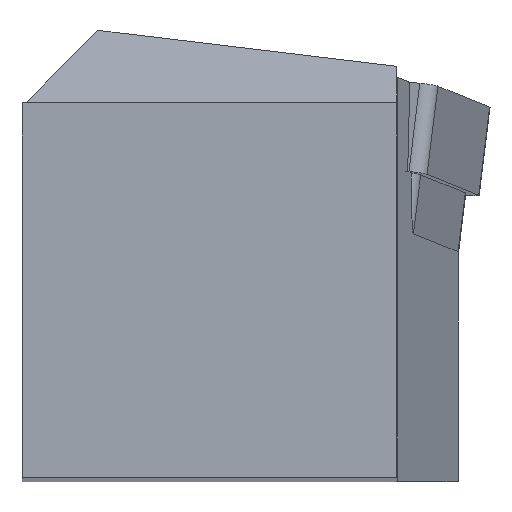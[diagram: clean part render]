
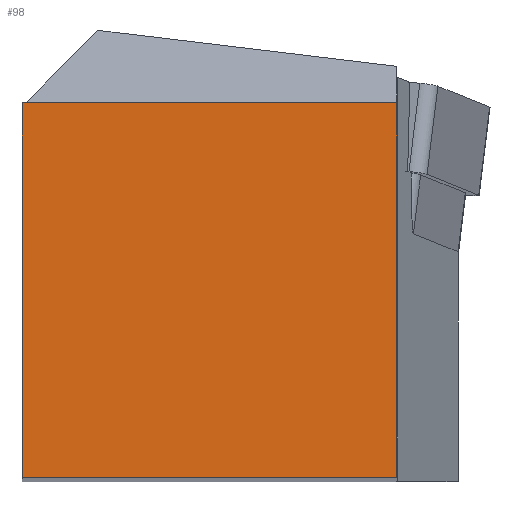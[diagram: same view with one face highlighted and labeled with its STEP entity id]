
A CAD part, top view. The second image highlights one B-rep face of the part: STEP entity #98.
In plain terms, the highlighted planar face has unit normal (0, 0, 1).
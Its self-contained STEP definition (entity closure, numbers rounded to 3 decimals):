
#98=ADVANCED_FACE('',(#158),#132,.T.);
#132=PLANE('',#675);
#158=FACE_OUTER_BOUND('',#189,.T.);
#189=EDGE_LOOP('',(#302,#303,#304,#305));
#302=ORIENTED_EDGE('',*,*,#476,.T.);
#303=ORIENTED_EDGE('',*,*,#438,.T.);
#304=ORIENTED_EDGE('',*,*,#485,.T.);
#305=ORIENTED_EDGE('',*,*,#445,.T.);
#378=VERTEX_POINT('',#876);
#383=VERTEX_POINT('',#885);
#389=VERTEX_POINT('',#900);
#390=VERTEX_POINT('',#902);
#438=EDGE_CURVE('',#378,#383,#522,.T.);
#445=EDGE_CURVE('',#390,#389,#529,.T.);
#476=EDGE_CURVE('',#389,#378,#558,.T.);
#485=EDGE_CURVE('',#383,#390,#564,.T.);
#522=LINE('',#886,#590);
#529=LINE('',#901,#597);
#558=LINE('',#961,#626);
#564=LINE('',#979,#632);
#590=VECTOR('',#711,1.);
#597=VECTOR('',#722,1.);
#626=VECTOR('',#773,1.);
#632=VECTOR('',#793,1.);
#675=AXIS2_PLACEMENT_3D('',#981,#796,#797);
#711=DIRECTION('',(0.,1.,0.));
#722=DIRECTION('',(0.,-1.,0.));
#773=DIRECTION('',(1.,0.,0.));
#793=DIRECTION('',(-1.,0.,0.));
#796=DIRECTION('',(0.,0.,1.));
#797=DIRECTION('',(-1.,0.,0.));
#876=CARTESIAN_POINT('',(20.,0.,0.));
#885=CARTESIAN_POINT('',(20.,20.,0.));
#886=CARTESIAN_POINT('',(20.,0.,0.));
#900=CARTESIAN_POINT('',(0.,0.,0.));
#901=CARTESIAN_POINT('',(0.,20.,0.));
#902=CARTESIAN_POINT('',(0.,20.,0.));
#961=CARTESIAN_POINT('',(0.,0.,0.));
#979=CARTESIAN_POINT('',(20.,20.,0.));
#981=CARTESIAN_POINT('',(10.,10.,0.));
